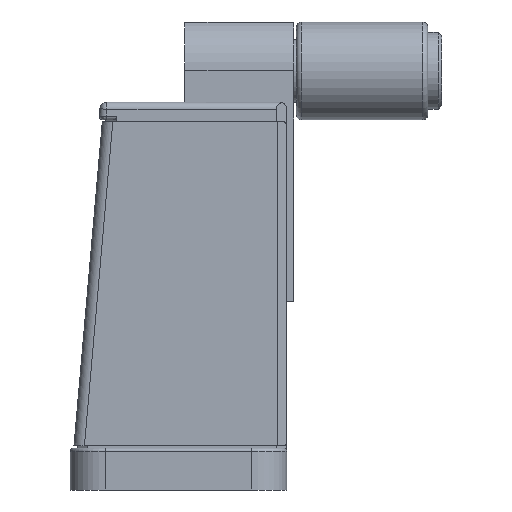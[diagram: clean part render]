
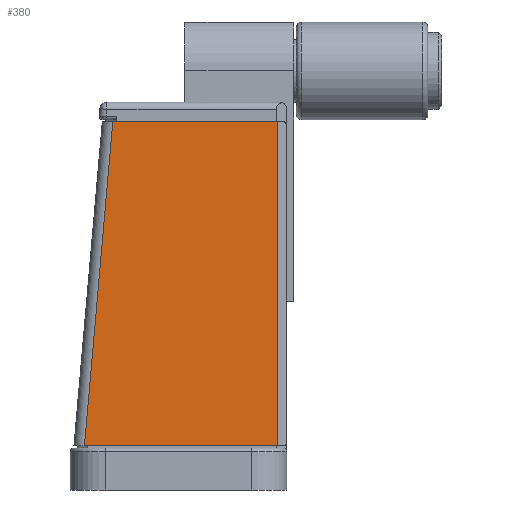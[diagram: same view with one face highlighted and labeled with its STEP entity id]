
A CAD part, left-side view. The second image highlights one B-rep face of the part: STEP entity #380.
In plain terms, the highlighted face is planar.
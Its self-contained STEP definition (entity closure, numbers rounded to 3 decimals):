
#373 = VERTEX_POINT ( 'NONE', #2191 ) ;
#374 = ORIENTED_EDGE ( 'NONE', *, *, #375, .T. ) ;
#375 = EDGE_CURVE ( 'NONE', #373, #458, #2190, .T. ) ;
#380 = ADVANCED_FACE ( 'NONE', ( #2182 ), #2181, .F. ) ;
#381 = ORIENTED_EDGE ( 'NONE', *, *, #445, .T. ) ;
#445 = EDGE_CURVE ( 'NONE', #446, #373, #2291, .T. ) ;
#446 = VERTEX_POINT ( 'NONE', #2287 ) ;
#457 = EDGE_LOOP ( 'NONE', ( #381, #374, #459, #488 ) ) ;
#458 = VERTEX_POINT ( 'NONE', #2370 ) ;
#459 = ORIENTED_EDGE ( 'NONE', *, *, #460, .T. ) ;
#460 = EDGE_CURVE ( 'NONE', #458, #461, #2369, .T. ) ;
#461 = VERTEX_POINT ( 'NONE', #2365 ) ;
#488 = ORIENTED_EDGE ( 'NONE', *, *, #489, .T. ) ;
#489 = EDGE_CURVE ( 'NONE', #461, #446, #2411, .T. ) ;
#2177 = DIRECTION ( 'NONE',  ( 0., 0., 1. ) ) ;
#2178 = DIRECTION ( 'NONE',  ( -1., 0., 0. ) ) ;
#2179 = CARTESIAN_POINT ( 'NONE',  ( 11.5, 0.498, -0.044 ) ) ;
#2180 = AXIS2_PLACEMENT_3D ( 'NONE', #2179, #2178, #2177 ) ;
#2181 = PLANE ( 'NONE',  #2180 ) ;
#2182 = FACE_OUTER_BOUND ( 'NONE', #457, .T. ) ;
#2187 = DIRECTION ( 'NONE',  ( 0., 0.087, 0.996 ) ) ;
#2188 = VECTOR ( 'NONE', #2187, 1000. ) ;
#2189 = CARTESIAN_POINT ( 'NONE',  ( 11.5, -0.996, 0.087 ) ) ;
#2190 = LINE ( 'NONE', #2189, #2188 ) ;
#2191 = CARTESIAN_POINT ( 'NONE',  ( 11.5, -1.004, 0. ) ) ;
#2287 = CARTESIAN_POINT ( 'NONE',  ( 11.5, -24.623, 0. ) ) ;
#2288 = DIRECTION ( 'NONE',  ( 0., 1., 0. ) ) ;
#2289 = VECTOR ( 'NONE', #2288, 1000. ) ;
#2290 = CARTESIAN_POINT ( 'NONE',  ( 11.5, -24.441, 0. ) ) ;
#2291 = LINE ( 'NONE', #2290, #2289 ) ;
#2365 = CARTESIAN_POINT ( 'NONE',  ( 11.5, -24.623, 46.4 ) ) ;
#2366 = DIRECTION ( 'NONE',  ( 0., -1., 0. ) ) ;
#2367 = VECTOR ( 'NONE', #2366, 1000. ) ;
#2368 = CARTESIAN_POINT ( 'NONE',  ( 11.5, 4.059, 46.4 ) ) ;
#2369 = LINE ( 'NONE', #2368, #2367 ) ;
#2370 = CARTESIAN_POINT ( 'NONE',  ( 11.5, 3.056, 46.4 ) ) ;
#2408 = DIRECTION ( 'NONE',  ( 0., 0., -1. ) ) ;
#2409 = VECTOR ( 'NONE', #2408, 1000. ) ;
#2410 = CARTESIAN_POINT ( 'NONE',  ( 11.5, -24.623, 48.54 ) ) ;
#2411 = LINE ( 'NONE', #2410, #2409 ) ;
